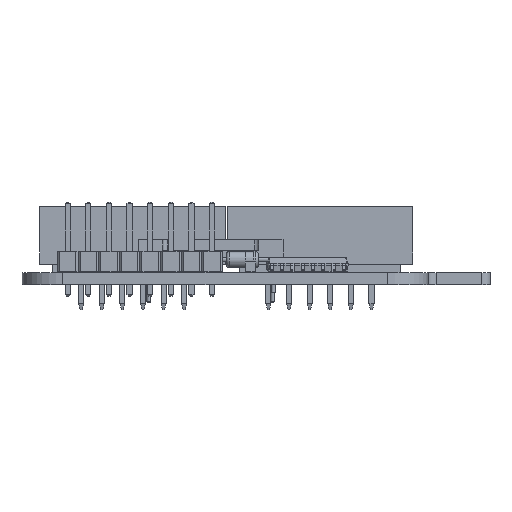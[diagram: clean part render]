
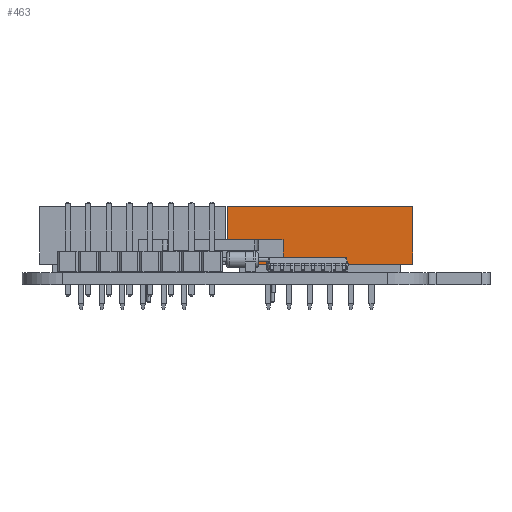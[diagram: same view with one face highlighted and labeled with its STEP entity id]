
A CAD part, left-side view. The second image highlights one B-rep face of the part: STEP entity #463.
In plain terms, the highlighted face is planar.
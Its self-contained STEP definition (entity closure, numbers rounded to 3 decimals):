
#463 = ADVANCED_FACE('',(#464),#498,.F.);
#464 = FACE_BOUND('',#465,.T.);
#465 = EDGE_LOOP('',(#466,#476,#484,#492));
#466 = ORIENTED_EDGE('',*,*,#467,.F.);
#467 = EDGE_CURVE('',#468,#470,#472,.T.);
#468 = VERTEX_POINT('',#469);
#469 = CARTESIAN_POINT('',(11.43,3.555,-4.445));
#470 = VERTEX_POINT('',#471);
#471 = CARTESIAN_POINT('',(-11.43,3.555,-4.445));
#472 = LINE('',#473,#474);
#473 = CARTESIAN_POINT('',(11.43,3.555,-4.445));
#474 = VECTOR('',#475,1.);
#475 = DIRECTION('',(-1.,0.,0.));
#476 = ORIENTED_EDGE('',*,*,#477,.F.);
#477 = EDGE_CURVE('',#478,#468,#480,.T.);
#478 = VERTEX_POINT('',#479);
#479 = CARTESIAN_POINT('',(11.43,-3.555,-4.445));
#480 = LINE('',#481,#482);
#481 = CARTESIAN_POINT('',(11.43,-3.555,-4.445));
#482 = VECTOR('',#483,1.);
#483 = DIRECTION('',(0.,1.,0.));
#484 = ORIENTED_EDGE('',*,*,#485,.F.);
#485 = EDGE_CURVE('',#486,#478,#488,.T.);
#486 = VERTEX_POINT('',#487);
#487 = CARTESIAN_POINT('',(-11.43,-3.555,-4.445));
#488 = LINE('',#489,#490);
#489 = CARTESIAN_POINT('',(-11.43,-3.555,-4.445));
#490 = VECTOR('',#491,1.);
#491 = DIRECTION('',(1.,0.,0.));
#492 = ORIENTED_EDGE('',*,*,#493,.F.);
#493 = EDGE_CURVE('',#470,#486,#494,.T.);
#494 = LINE('',#495,#496);
#495 = CARTESIAN_POINT('',(-11.43,3.555,-4.445));
#496 = VECTOR('',#497,1.);
#497 = DIRECTION('',(0.,-1.,0.));
#498 = PLANE('',#499);
#499 = AXIS2_PLACEMENT_3D('',#500,#501,#502);
#500 = CARTESIAN_POINT('',(0.,0.,-4.445));
#501 = DIRECTION('',(0.,0.,1.));
#502 = DIRECTION('',(1.,0.,-0.));
